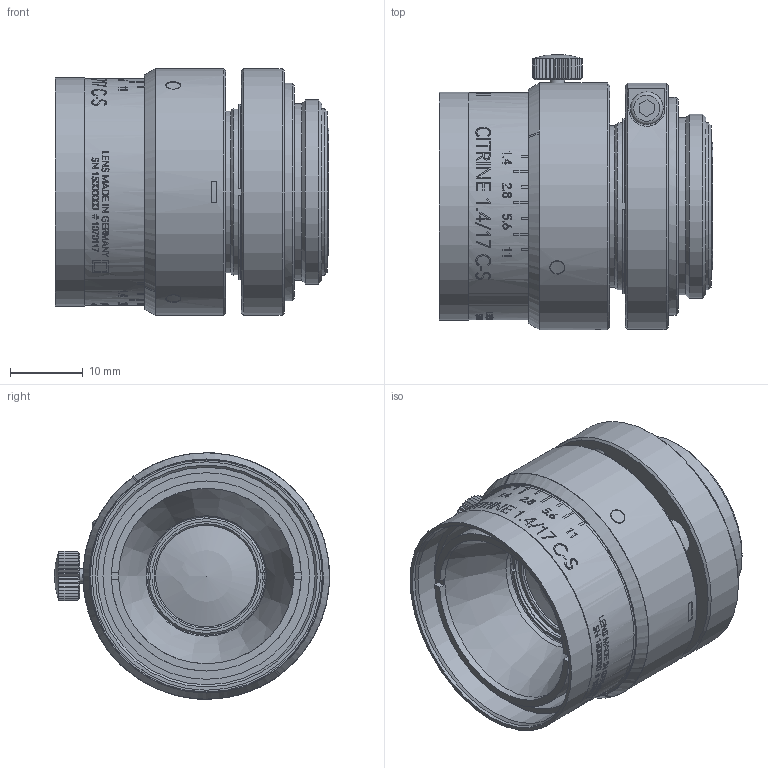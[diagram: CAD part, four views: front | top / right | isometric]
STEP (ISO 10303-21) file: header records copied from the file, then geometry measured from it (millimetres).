
FILE_DESCRIPTION(/* description */ (''),/* implementation_level */ '2;1');
FILE_NAME(/* name */ '1070117_00165460_001.stp',/* time_stamp */ '2021-10-18T08:48:55+02:00',/* author */ (''),/* organization */ (''),/* preprocessor_version */ 'ST-DEVELOPER v16',/* originating_system */ 'SIEMENS PLM Software NX 10.0',/* authorisation */ '');
FILE_SCHEMA (('AP203_CONFIGURATION_CONTROLLED_3D_DESIGN_OF_MECHANICAL_PARTS_AND_ASSEMBLIES_MIM_LF { 1 0 10303 403 2 1 2}'));
Length unit declared in the file: millimetre
Products named in the file (1): Froe698CECE15tbu
Bounding box: 37.75 x 37.94 x 34 mm (x, y, z)
Volume: 20454.8 mm3; surface area: 13764.2 mm2
Topology: 1 solids, 8 shells, 576 faces, 1927 edges, 1500 vertices
Faces by surface type: cylinder 255, plane 255, cone 55, torus 8, sphere 3
Full cylindrical faces by diameter (mm): 0.5 x1, 1 x4, 1.1 x1, 1.7 x3, 1.9 x3, 2 x1, 2.05 x3, 2.5 x1, 2.7 x3, 13.6 x1, 14 x1, 15.5 x1, 16.6 x1, 17.344 x1, 17.36 x1, 18.1 x1, 18.3 x2, 19.5 x1, 20 x2, 22.3 x1, 22.5 x1, 23 x3, 24.2 x1, 24.4 x1, 25.135 x1, 25.4 x1, 25.832 x1, 26.2 x1, 27 x1, 28.5 x1
Entity records: 23919 total; most frequent: CARTESIAN_POINT 8453, ORIENTED_EDGE 3585, DIRECTION 2435, EDGE_CURVE 1812, VERTEX_POINT 1474, AXIS2_PLACEMENT_3D 993, B_SPLINE_CURVE_WITH_KNOTS 909, EDGE_LOOP 837
